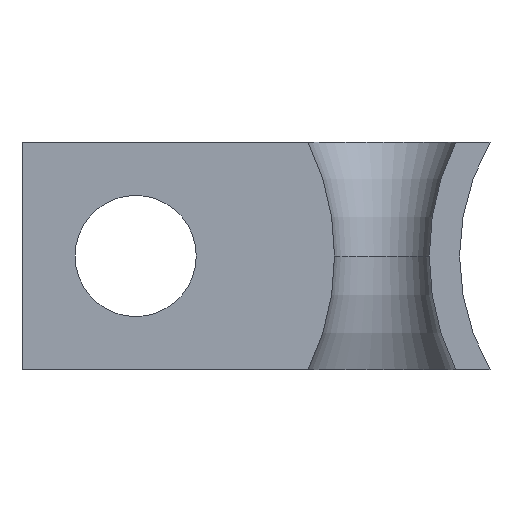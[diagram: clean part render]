
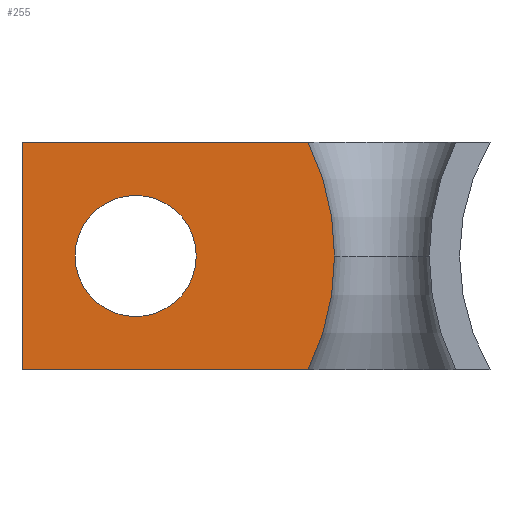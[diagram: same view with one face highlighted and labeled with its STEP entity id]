
A CAD part, front view. The second image highlights one B-rep face of the part: STEP entity #255.
In plain terms, the highlighted planar face has unit normal (0, -1, 0).
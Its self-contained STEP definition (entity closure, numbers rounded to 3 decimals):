
#3 = AXIS2_PLACEMENT_3D ( 'NONE', #15, #14, #12 ) ;
#7 = VERTEX_POINT ( 'NONE', #310 ) ;
#8 = EDGE_CURVE ( 'NONE', #248, #7, #509, .T. ) ;
#12 = DIRECTION ( 'NONE',  ( 0., 0., 1. ) ) ;
#14 = DIRECTION ( 'NONE',  ( 0., 1., 0. ) ) ;
#15 = CARTESIAN_POINT ( 'NONE',  ( -6.5, -0.75, 0. ) ) ;
#44 = VECTOR ( 'NONE', #83, 1000. ) ;
#57 = CARTESIAN_POINT ( 'NONE',  ( -1.948, -0.75, -3. ) ) ;
#65 = CARTESIAN_POINT ( 'NONE',  ( -1.948, -0.75, -3. ) ) ;
#79 = CARTESIAN_POINT ( 'NONE',  ( -1.948, -0.75, 3. ) ) ;
#80 = AXIS2_PLACEMENT_3D ( 'NONE', #256, #253, #250 ) ;
#83 = DIRECTION ( 'NONE',  ( 1., 0., 0. ) ) ;
#89 = PLANE ( 'NONE',  #252 ) ;
#94 = CARTESIAN_POINT ( 'NONE',  ( -9.5, -0.75, 10.592 ) ) ;
#108 = EDGE_LOOP ( 'NONE', ( #133, #125, #515, #466, #338 ) ) ;
#115 = ORIENTED_EDGE ( 'NONE', *, *, #347, .T. ) ;
#122 = LINE ( 'NONE', #57, #44 ) ;
#125 = ORIENTED_EDGE ( 'NONE', *, *, #375, .T. ) ;
#133 = ORIENTED_EDGE ( 'NONE', *, *, #530, .T. ) ;
#142 = CARTESIAN_POINT ( 'NONE',  ( -1.948, -0.75, 3. ) ) ;
#153 = AXIS2_PLACEMENT_3D ( 'NONE', #391, #387, #386 ) ;
#161 = DIRECTION ( 'NONE',  ( -1., 0., 0. ) ) ;
#168 = AXIS2_PLACEMENT_3D ( 'NONE', #468, #463, #461 ) ;
#176 = CIRCLE ( 'NONE', #80, 6.8 ) ;
#179 = CARTESIAN_POINT ( 'NONE',  ( -6.5, -0.75, -1.6 ) ) ;
#204 = VERTEX_POINT ( 'NONE', #179 ) ;
#213 = VECTOR ( 'NONE', #161, 1000. ) ;
#219 = DIRECTION ( 'NONE',  ( 0., 1., 0. ) ) ;
#233 = DIRECTION ( 'NONE',  ( 0., 0., -1. ) ) ;
#248 = VERTEX_POINT ( 'NONE', #288 ) ;
#250 = DIRECTION ( 'NONE',  ( 0., 0., -1. ) ) ;
#252 = AXIS2_PLACEMENT_3D ( 'NONE', #254, #219, #233 ) ;
#253 = DIRECTION ( 'NONE',  ( 0., -1., 0. ) ) ;
#254 = CARTESIAN_POINT ( 'NONE',  ( -8.05, -0.75, 0. ) ) ;
#255 = ADVANCED_FACE ( 'NONE', ( #441, #543 ), #89, .F. ) ;
#256 = CARTESIAN_POINT ( 'NONE',  ( -8.05, -0.75, 0. ) ) ;
#264 = VERTEX_POINT ( 'NONE', #290 ) ;
#285 = CIRCLE ( 'NONE', #3, 1.6 ) ;
#288 = CARTESIAN_POINT ( 'NONE',  ( -9.5, -0.75, 3. ) ) ;
#290 = CARTESIAN_POINT ( 'NONE',  ( -6.5, -0.75, 1.6 ) ) ;
#310 = CARTESIAN_POINT ( 'NONE',  ( -9.5, -0.75, -3. ) ) ;
#330 = ORIENTED_EDGE ( 'NONE', *, *, #555, .T. ) ;
#334 = CIRCLE ( 'NONE', #153, 6.8 ) ;
#336 = CARTESIAN_POINT ( 'NONE',  ( -1.25, -0.75, 0. ) ) ;
#338 = ORIENTED_EDGE ( 'NONE', *, *, #8, .T. ) ;
#347 = EDGE_CURVE ( 'NONE', #204, #264, #390, .T. ) ;
#375 = EDGE_CURVE ( 'NONE', #523, #395, #334, .T. ) ;
#386 = DIRECTION ( 'NONE',  ( 0., 0., -1. ) ) ;
#387 = DIRECTION ( 'NONE',  ( 0., -1., 0. ) ) ;
#390 = CIRCLE ( 'NONE', #168, 1.6 ) ;
#391 = CARTESIAN_POINT ( 'NONE',  ( -8.05, -0.75, 0. ) ) ;
#395 = VERTEX_POINT ( 'NONE', #336 ) ;
#406 = VECTOR ( 'NONE', #514, 1000. ) ;
#431 = EDGE_CURVE ( 'NONE', #395, #511, #176, .T. ) ;
#441 = FACE_BOUND ( 'NONE', #470, .T. ) ;
#461 = DIRECTION ( 'NONE',  ( 0., 0., 1. ) ) ;
#463 = DIRECTION ( 'NONE',  ( 0., 1., 0. ) ) ;
#466 = ORIENTED_EDGE ( 'NONE', *, *, #482, .T. ) ;
#468 = CARTESIAN_POINT ( 'NONE',  ( -6.5, -0.75, 0. ) ) ;
#470 = EDGE_LOOP ( 'NONE', ( #330, #115 ) ) ;
#482 = EDGE_CURVE ( 'NONE', #511, #248, #486, .T. ) ;
#486 = LINE ( 'NONE', #142, #213 ) ;
#509 = LINE ( 'NONE', #94, #406 ) ;
#511 = VERTEX_POINT ( 'NONE', #79 ) ;
#514 = DIRECTION ( 'NONE',  ( 0., 0., -1. ) ) ;
#515 = ORIENTED_EDGE ( 'NONE', *, *, #431, .T. ) ;
#523 = VERTEX_POINT ( 'NONE', #65 ) ;
#530 = EDGE_CURVE ( 'NONE', #7, #523, #122, .T. ) ;
#543 = FACE_OUTER_BOUND ( 'NONE', #108, .T. ) ;
#555 = EDGE_CURVE ( 'NONE', #264, #204, #285, .T. ) ;
